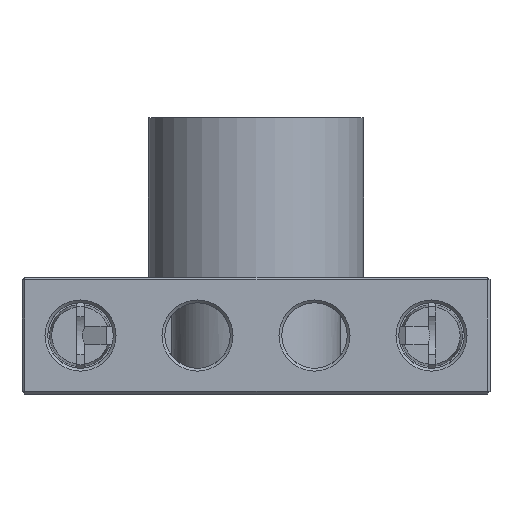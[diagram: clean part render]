
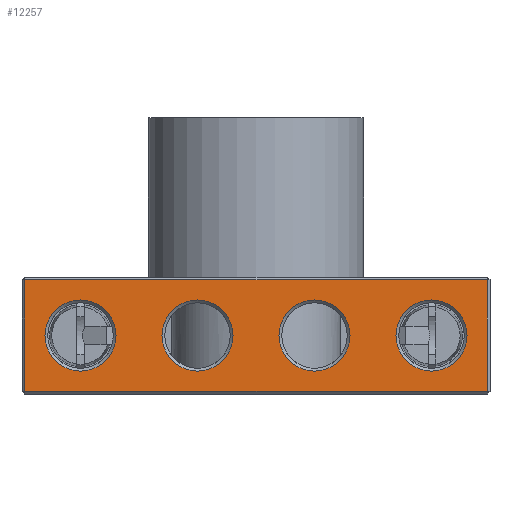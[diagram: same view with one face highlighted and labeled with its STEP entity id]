
A CAD part, left-side view. The second image highlights one B-rep face of the part: STEP entity #12257.
In plain terms, the highlighted planar face has unit normal (-1, 0, 0).
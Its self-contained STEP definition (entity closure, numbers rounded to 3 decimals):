
#3172 = VERTEX_POINT('',#3173);
#3173 = CARTESIAN_POINT('',(-25.,-24.7,12.2));
#3179 = EDGE_CURVE('',#3172,#3180,#3182,.T.);
#3180 = VERTEX_POINT('',#3181);
#3181 = CARTESIAN_POINT('',(-25.,24.7,12.2));
#3182 = LINE('',#3183,#3184);
#3183 = CARTESIAN_POINT('',(-25.,-25.,12.2));
#3184 = VECTOR('',#3185,1.);
#3185 = DIRECTION('',(0.,1.,0.));
#12257 = ADVANCED_FACE('',(#12258,#12283,#12294,#12305,#12316),#12327,
  .T.);
#12258 = FACE_BOUND('',#12259,.T.);
#12259 = EDGE_LOOP('',(#12260,#12261,#12269,#12277));
#12260 = ORIENTED_EDGE('',*,*,#3179,.T.);
#12261 = ORIENTED_EDGE('',*,*,#12262,.F.);
#12262 = EDGE_CURVE('',#12263,#3180,#12265,.T.);
#12263 = VERTEX_POINT('',#12264);
#12264 = CARTESIAN_POINT('',(-25.,24.7,0.3));
#12265 = LINE('',#12266,#12267);
#12266 = CARTESIAN_POINT('',(-25.,24.7,0.));
#12267 = VECTOR('',#12268,1.);
#12268 = DIRECTION('',(0.,0.,1.));
#12269 = ORIENTED_EDGE('',*,*,#12270,.F.);
#12270 = EDGE_CURVE('',#12271,#12263,#12273,.T.);
#12271 = VERTEX_POINT('',#12272);
#12272 = CARTESIAN_POINT('',(-25.,-24.7,0.3));
#12273 = LINE('',#12274,#12275);
#12274 = CARTESIAN_POINT('',(-25.,-25.,0.3));
#12275 = VECTOR('',#12276,1.);
#12276 = DIRECTION('',(0.,1.,0.));
#12277 = ORIENTED_EDGE('',*,*,#12278,.T.);
#12278 = EDGE_CURVE('',#12271,#3172,#12279,.T.);
#12279 = LINE('',#12280,#12281);
#12280 = CARTESIAN_POINT('',(-25.,-24.7,0.));
#12281 = VECTOR('',#12282,1.);
#12282 = DIRECTION('',(0.,0.,1.));
#12283 = FACE_BOUND('',#12284,.T.);
#12284 = EDGE_LOOP('',(#12285));
#12285 = ORIENTED_EDGE('',*,*,#12286,.T.);
#12286 = EDGE_CURVE('',#12287,#12287,#12289,.T.);
#12287 = VERTEX_POINT('',#12288);
#12288 = CARTESIAN_POINT('',(-25.,-14.95,6.25));
#12289 = CIRCLE('',#12290,3.8);
#12290 = AXIS2_PLACEMENT_3D('',#12291,#12292,#12293);
#12291 = CARTESIAN_POINT('',(-25.,-18.75,6.25));
#12292 = DIRECTION('',(1.,0.,-0.));
#12293 = DIRECTION('',(0.,1.,0.));
#12294 = FACE_BOUND('',#12295,.T.);
#12295 = EDGE_LOOP('',(#12296));
#12296 = ORIENTED_EDGE('',*,*,#12297,.T.);
#12297 = EDGE_CURVE('',#12298,#12298,#12300,.T.);
#12298 = VERTEX_POINT('',#12299);
#12299 = CARTESIAN_POINT('',(-25.,-2.45,6.25));
#12300 = CIRCLE('',#12301,3.8);
#12301 = AXIS2_PLACEMENT_3D('',#12302,#12303,#12304);
#12302 = CARTESIAN_POINT('',(-25.,-6.25,6.25));
#12303 = DIRECTION('',(1.,0.,-0.));
#12304 = DIRECTION('',(0.,1.,0.));
#12305 = FACE_BOUND('',#12306,.T.);
#12306 = EDGE_LOOP('',(#12307));
#12307 = ORIENTED_EDGE('',*,*,#12308,.T.);
#12308 = EDGE_CURVE('',#12309,#12309,#12311,.T.);
#12309 = VERTEX_POINT('',#12310);
#12310 = CARTESIAN_POINT('',(-25.,10.05,6.25));
#12311 = CIRCLE('',#12312,3.8);
#12312 = AXIS2_PLACEMENT_3D('',#12313,#12314,#12315);
#12313 = CARTESIAN_POINT('',(-25.,6.25,6.25));
#12314 = DIRECTION('',(1.,0.,-0.));
#12315 = DIRECTION('',(0.,1.,0.));
#12316 = FACE_BOUND('',#12317,.T.);
#12317 = EDGE_LOOP('',(#12318));
#12318 = ORIENTED_EDGE('',*,*,#12319,.T.);
#12319 = EDGE_CURVE('',#12320,#12320,#12322,.T.);
#12320 = VERTEX_POINT('',#12321);
#12321 = CARTESIAN_POINT('',(-25.,22.55,6.25));
#12322 = CIRCLE('',#12323,3.8);
#12323 = AXIS2_PLACEMENT_3D('',#12324,#12325,#12326);
#12324 = CARTESIAN_POINT('',(-25.,18.75,6.25));
#12325 = DIRECTION('',(1.,0.,-0.));
#12326 = DIRECTION('',(0.,1.,0.));
#12327 = PLANE('',#12328);
#12328 = AXIS2_PLACEMENT_3D('',#12329,#12330,#12331);
#12329 = CARTESIAN_POINT('',(-25.,-25.,0.));
#12330 = DIRECTION('',(-1.,0.,0.));
#12331 = DIRECTION('',(0.,1.,0.));
